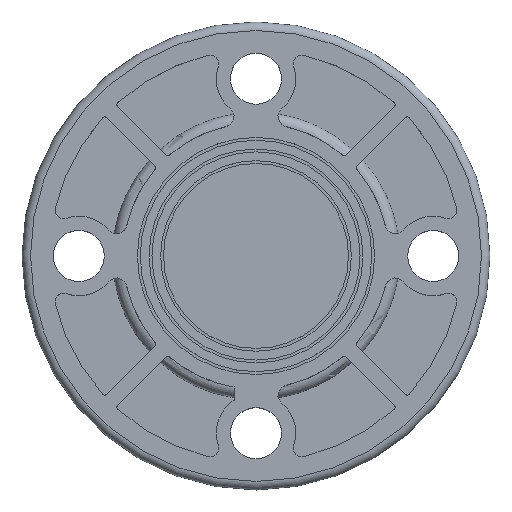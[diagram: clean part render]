
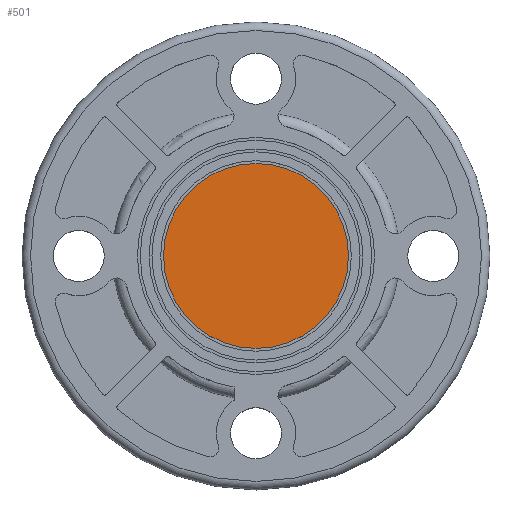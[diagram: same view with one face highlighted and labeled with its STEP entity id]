
A CAD part, top view. The second image highlights one B-rep face of the part: STEP entity #501.
In plain terms, the highlighted planar face has unit normal (0, 0, 1).
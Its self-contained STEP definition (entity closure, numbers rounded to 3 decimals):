
#93=FACE_OUTER_BOUND('',#2015,.T.);
#501=ADVANCED_FACE('',(#93),#805,.T.);
#805=PLANE('',#5578);
#2015=EDGE_LOOP('',(#2584));
#2584=ORIENTED_EDGE('',*,*,#4686,.T.);
#4133=VERTEX_POINT('',#8934);
#4686=EDGE_CURVE('',#4133,#4133,#5331,.T.);
#5331=CIRCLE('',#5575,32.6);
#5575=AXIS2_PLACEMENT_3D('',#8933,#6279,#6280);
#5578=AXIS2_PLACEMENT_3D('',#8937,#6285,#6286);
#6279=DIRECTION('',(0.,0.,1.));
#6280=DIRECTION('',(1.,0.,0.));
#6285=DIRECTION('',(0.,0.,1.));
#6286=DIRECTION('',(1.,0.,0.));
#8933=CARTESIAN_POINT('',(191.,0.,17.2));
#8934=CARTESIAN_POINT('',(223.6,0.,17.2));
#8937=CARTESIAN_POINT('',(191.,0.,17.2));
